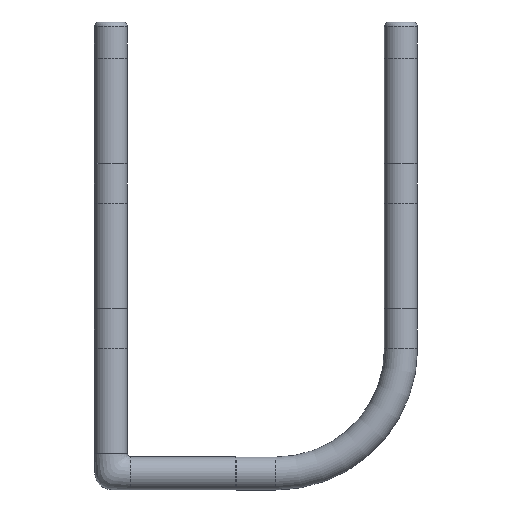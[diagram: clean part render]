
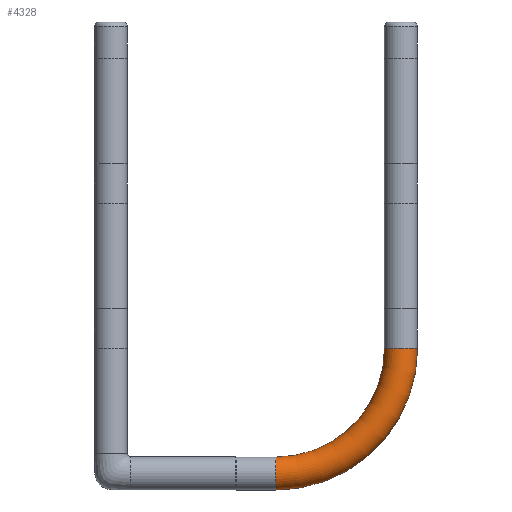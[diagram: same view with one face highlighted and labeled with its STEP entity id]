
A CAD part, top view. The second image highlights one B-rep face of the part: STEP entity #4328.
In plain terms, the highlighted toroidal (fillet/blend) face has major radius 94.8 mm and minor radius 12.5 mm.
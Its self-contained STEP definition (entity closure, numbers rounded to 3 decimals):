
#3443=TOROIDAL_SURFACE('',#46252,94.8,12.5);
#4328=ADVANCED_FACE('',(#7976),#3443,.T.);
#7976=FACE_OUTER_BOUND('',#10272,.T.);
#10272=EDGE_LOOP('',(#16523,#16524,#16525,#16526));
#13399=CIRCLE('',#46246,12.5);
#13400=CIRCLE('',#46248,12.5);
#13401=CIRCLE('',#46250,82.3);
#13402=CIRCLE('',#46251,107.3);
#16523=ORIENTED_EDGE('',*,*,#33495,.F.);
#16524=ORIENTED_EDGE('',*,*,#33497,.T.);
#16525=ORIENTED_EDGE('',*,*,#33493,.T.);
#16526=ORIENTED_EDGE('',*,*,#33498,.T.);
#28916=VERTEX_POINT('',#66824);
#28917=VERTEX_POINT('',#66826);
#28918=VERTEX_POINT('',#66830);
#28919=VERTEX_POINT('',#66832);
#33493=EDGE_CURVE('',#28916,#28917,#13399,.T.);
#33495=EDGE_CURVE('',#28918,#28919,#13400,.T.);
#33497=EDGE_CURVE('',#28918,#28916,#13401,.T.);
#33498=EDGE_CURVE('',#28917,#28919,#13402,.T.);
#46246=AXIS2_PLACEMENT_3D('',#66827,#52239,#52240);
#46248=AXIS2_PLACEMENT_3D('',#66831,#52244,#52245);
#46250=AXIS2_PLACEMENT_3D('',#66835,#52249,#52250);
#46251=AXIS2_PLACEMENT_3D('',#66836,#52251,#52252);
#46252=AXIS2_PLACEMENT_3D('',#66837,#52253,#52254);
#52239=DIRECTION('',(1.,0.,0.));
#52240=DIRECTION('',(0.,1.,0.));
#52244=DIRECTION('',(0.,1.,0.));
#52245=DIRECTION('',(-1.,0.,0.));
#52249=DIRECTION('',(0.,0.,-1.));
#52250=DIRECTION('',(0.,1.,0.));
#52251=DIRECTION('',(0.,0.,1.));
#52252=DIRECTION('',(0.,1.,0.));
#52253=DIRECTION('',(0.,0.,-1.));
#52254=DIRECTION('',(0.,1.,0.));
#66824=CARTESIAN_POINT('',(125.075,12.473,0.));
#66826=CARTESIAN_POINT('',(125.075,-12.527,0.));
#66827=CARTESIAN_POINT('',(125.075,-0.027,0.));
#66830=CARTESIAN_POINT('',(207.35,94.748,0.));
#66831=CARTESIAN_POINT('',(219.85,94.748,0.));
#66832=CARTESIAN_POINT('',(232.35,94.748,0.));
#66835=CARTESIAN_POINT('',(125.05,94.773,0.));
#66836=CARTESIAN_POINT('',(125.05,94.773,0.));
#66837=CARTESIAN_POINT('',(125.05,94.773,0.));
